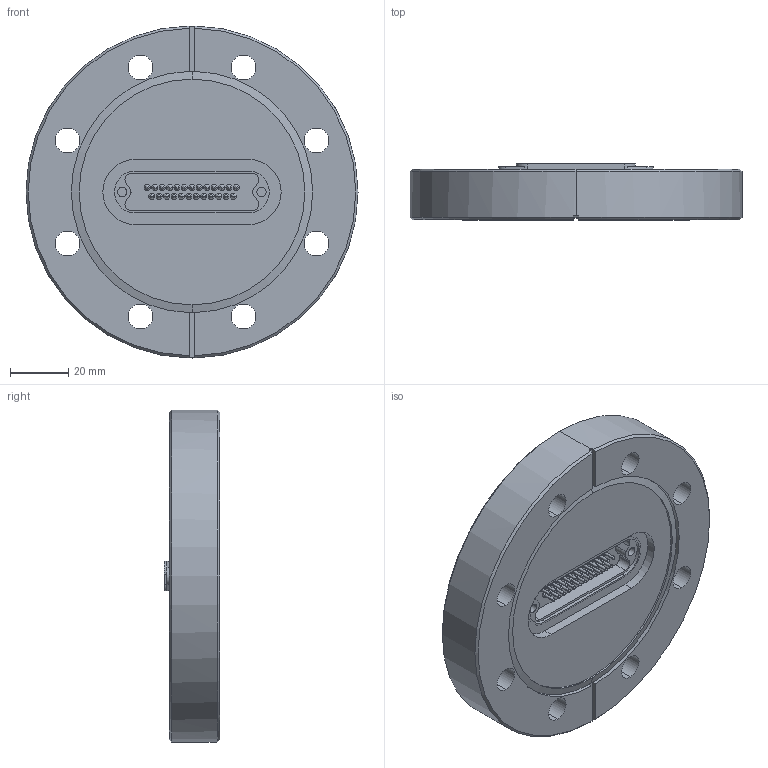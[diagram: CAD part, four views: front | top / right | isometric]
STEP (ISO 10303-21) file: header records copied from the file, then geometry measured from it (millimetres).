
FILE_DESCRIPTION (( 'STEP AP203' ), '1' );
FILE_NAME ('A1557-3-CF.STEP', '2013-04-25T12:09:35', ( '' ), ( '' ), 'SwSTEP 2.0', 'SolidWorks 2012', '' );
FILE_SCHEMA (( 'CONFIG_CONTROL_DESIGN' ));
Length unit declared in the file: inch
Products named in the file (1): A1557-3-CF
Bounding box: 113.54 x 19.1 x 113.54 mm (x, y, z)
Volume: 151969.2 mm3; surface area: 35461 mm2
Topology: 1 solids, 1 shells, 520 faces, 1196 edges, 713 vertices
Faces by surface type: cylinder 267, torus 148, plane 73, sphere 26, cone 6
Entity records: 14310 total; most frequent: DIRECTION 2893, CARTESIAN_POINT 2336, ORIENTED_EDGE 2236, AXIS2_PLACEMENT_3D 1262, EDGE_CURVE 1118, CIRCLE 741, VERTEX_POINT 661, EDGE_LOOP 597
